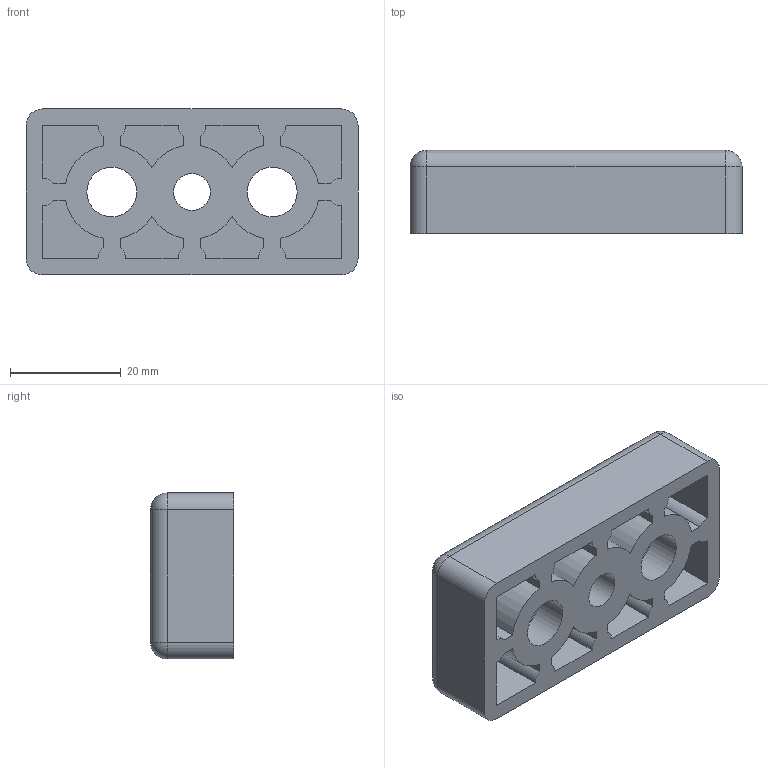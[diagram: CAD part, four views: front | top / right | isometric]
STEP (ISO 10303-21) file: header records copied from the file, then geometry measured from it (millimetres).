
FILE_DESCRIPTION((''),'2;1');
FILE_NAME('AR3831.stp','2021-07-09T15:44:40',('arma03'),(''),'Autodesk Inventor 2013','Autodesk Inventor 2013','');
FILE_SCHEMA(('AUTOMOTIVE_DESIGN { 1 0 10303 214 1 1 1 1 }'));
Length unit declared in the file: millimetre
Products named in the file (1): AR3831
Bounding box: 60 x 15 x 30 mm (x, y, z)
Volume: 15446.6 mm3; surface area: 10532.1 mm2
Topology: 1 solids, 1 shells, 90 faces, 224 edges, 146 vertices
Faces by surface type: plane 44, cylinder 41, sphere 4, cone 1
Full cylindrical faces by diameter (mm): 6.647 x1, 9 x2, 15.5 x2
Entity records: 2672 total; most frequent: DIRECTION 480, CARTESIAN_POINT 449, ORIENTED_EDGE 430, EDGE_CURVE 215, AXIS2_PLACEMENT_3D 174, VERTEX_POINT 143, VECTOR 132, LINE 132
